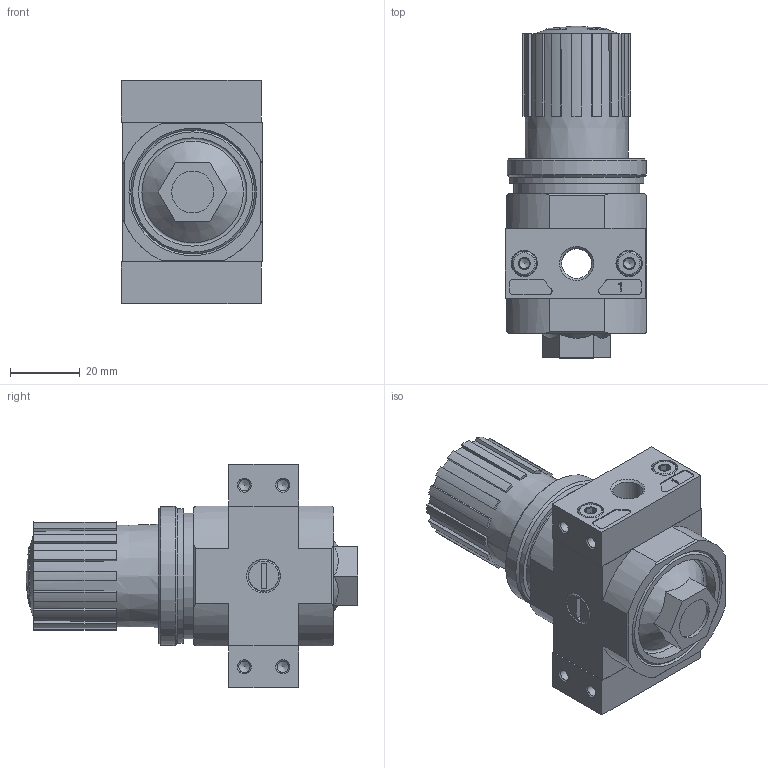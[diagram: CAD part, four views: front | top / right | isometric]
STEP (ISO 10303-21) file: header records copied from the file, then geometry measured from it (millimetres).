
FILE_DESCRIPTION(/* description */ ('STEP AP214'),/* implementation_level */ '2;1');
FILE_NAME(/* name */ '192305_LR-1_8-D-7-O-I-MINI',/* time_stamp */ '2024-09-04T20:46:47+02:00',/* author */ ('License CC BY-ND 4.0'),/* organization */ ('CADENAS'),/* preprocessor_version */ 'ST-DEVELOPER v19.3',/* originating_system */ 'PARTsolutions',/* authorisation */ ' ');
FILE_SCHEMA (('AUTOMOTIVE_DESIGN {1 0 10303 214 3 1 1}'));
Length unit declared in the file: millimetre
Products named in the file (7): 192305 LR-1/8-D-7-O-I-MINI-(0); 395466 LR-...-D-7-I-MINI--(0); 398011 LRVS-D-MINI; 380287 PBL-1/8-D-MINI-R---(0) p1; DIN-912 - M4x16(F); 380285 PBL-1/8-D-MINI-L---(1) p1; 373845 LR-MINI
Assembly tree (10 placements, depth 2):
  192305 LR-1/8-D-7-O-I-MINI-(0)
    395466 LR-...-D-7-I-MINI--(0)
    398011 LRVS-D-MINI
    380287 PBL-1/8-D-MINI-R---(0) p1
    DIN-912 - M4x16(F)  x4
    380285 PBL-1/8-D-MINI-L---(1) p1
    373845 LR-MINI  x2
Bounding box: 40.4 x 95 x 64 mm (x, y, z)
Volume: 109420.2 mm3; surface area: 30705.3 mm2
Topology: 10 solids, 10 shells, 438 faces, 1020 edges, 637 vertices
Faces by surface type: plane 247, cylinder 95, cone 87, sphere 5, torus 4
Full cylindrical faces by diameter (mm): 3.242 x8, 4 x4, 4.3 x2, 6.9 x2, 7 x4, 8.2 x2, 8.566 x4, 9.728 x2, 11 x1, 12 x1, 12.2 x2, 15.7 x1, 15.8 x1, 24.9 x1, 26.9 x1, 31 x1, 33.9 x1, 34.376 x1, 36 x1, 38.5 x1, 39.8 x1
Entity records: 11159 total; most frequent: CARTESIAN_POINT 1805, DIRECTION 1726, ORIENTED_EDGE 1472, EDGE_CURVE 736, AXIS2_PLACEMENT_3D 686, VERTEX_POINT 531, FACE_BOUND 481, EDGE_LOOP 472
